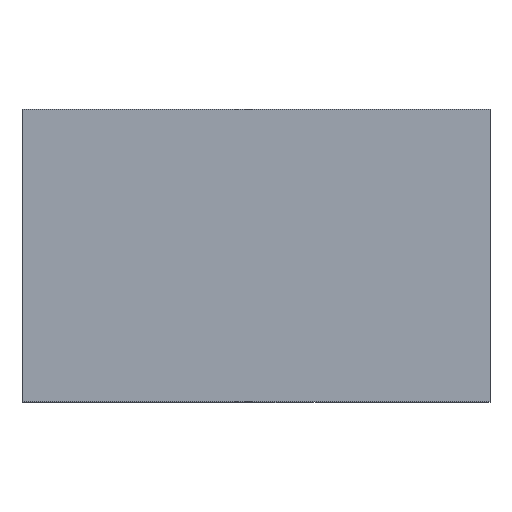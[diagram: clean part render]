
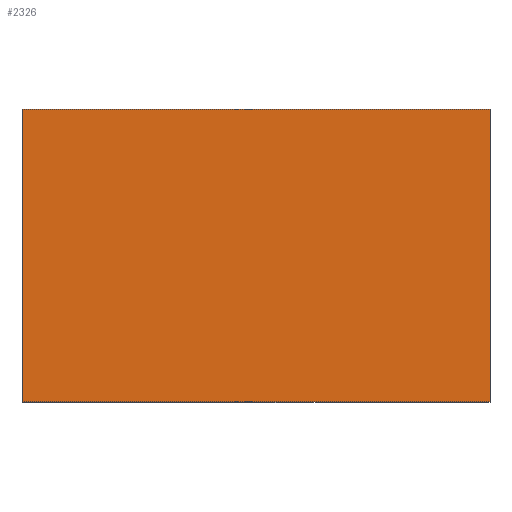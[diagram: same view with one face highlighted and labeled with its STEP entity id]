
A CAD part, top view. The second image highlights one B-rep face of the part: STEP entity #2326.
In plain terms, the highlighted planar face has unit normal (0, 0, 1).
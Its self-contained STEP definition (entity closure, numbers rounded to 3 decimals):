
#2301 = VERTEX_POINT('',#2302);
#2302 = CARTESIAN_POINT('',(1.,0.625,1.1));
#2308 = EDGE_CURVE('',#2301,#2309,#2311,.T.);
#2309 = VERTEX_POINT('',#2310);
#2310 = CARTESIAN_POINT('',(1.,-0.625,1.1));
#2311 = LINE('',#2312,#2313);
#2312 = CARTESIAN_POINT('',(1.,0.625,1.1));
#2313 = VECTOR('',#2314,1.);
#2314 = DIRECTION('',(0.,-1.,0.));
#2326 = ADVANCED_FACE('',(#2327),#2352,.T.);
#2327 = FACE_BOUND('',#2328,.T.);
#2328 = EDGE_LOOP('',(#2329,#2330,#2338,#2346));
#2329 = ORIENTED_EDGE('',*,*,#2308,.F.);
#2330 = ORIENTED_EDGE('',*,*,#2331,.F.);
#2331 = EDGE_CURVE('',#2332,#2301,#2334,.T.);
#2332 = VERTEX_POINT('',#2333);
#2333 = CARTESIAN_POINT('',(-1.,0.625,1.1));
#2334 = LINE('',#2335,#2336);
#2335 = CARTESIAN_POINT('',(-1.,0.625,1.1));
#2336 = VECTOR('',#2337,1.);
#2337 = DIRECTION('',(1.,0.,0.));
#2338 = ORIENTED_EDGE('',*,*,#2339,.F.);
#2339 = EDGE_CURVE('',#2340,#2332,#2342,.T.);
#2340 = VERTEX_POINT('',#2341);
#2341 = CARTESIAN_POINT('',(-1.,-0.625,1.1));
#2342 = LINE('',#2343,#2344);
#2343 = CARTESIAN_POINT('',(-1.,-0.625,1.1));
#2344 = VECTOR('',#2345,1.);
#2345 = DIRECTION('',(0.,1.,0.));
#2346 = ORIENTED_EDGE('',*,*,#2347,.F.);
#2347 = EDGE_CURVE('',#2309,#2340,#2348,.T.);
#2348 = LINE('',#2349,#2350);
#2349 = CARTESIAN_POINT('',(1.,-0.625,1.1));
#2350 = VECTOR('',#2351,1.);
#2351 = DIRECTION('',(-1.,0.,0.));
#2352 = PLANE('',#2353);
#2353 = AXIS2_PLACEMENT_3D('',#2354,#2355,#2356);
#2354 = CARTESIAN_POINT('',(-1.,0.625,1.1));
#2355 = DIRECTION('',(0.,0.,1.));
#2356 = DIRECTION('',(1.,0.,0.));
